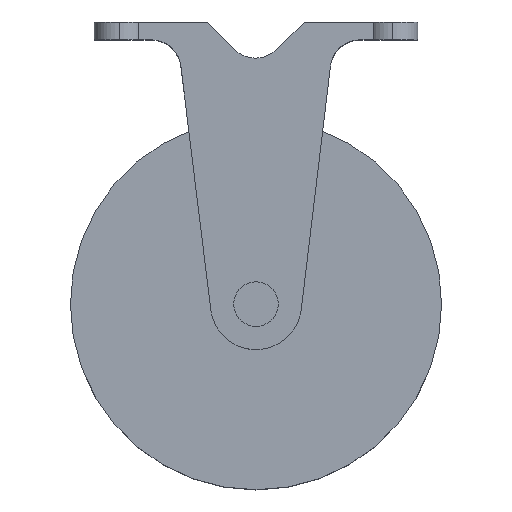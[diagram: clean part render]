
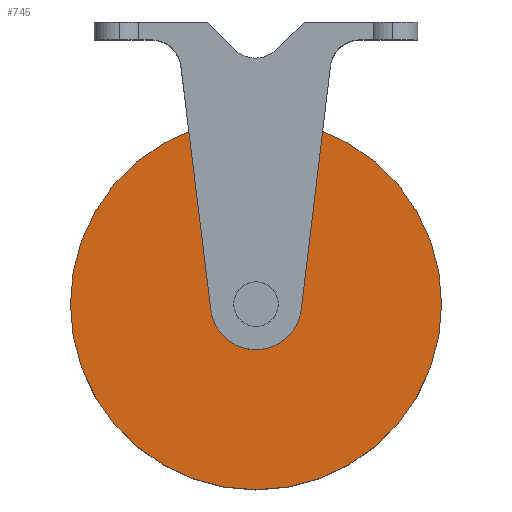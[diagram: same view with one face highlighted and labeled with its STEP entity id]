
A CAD part, top view. The second image highlights one B-rep face of the part: STEP entity #745.
In plain terms, the highlighted planar face has unit normal (0, 0, 1).
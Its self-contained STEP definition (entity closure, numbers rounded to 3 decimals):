
#48 = AXIS2_PLACEMENT_3D ( 'NONE', #370, #371, #372 ) ;
#145 = VERTEX_POINT ( 'NONE', #1072 ) ;
#181 = VERTEX_POINT ( 'NONE', #1108 ) ;
#190 = VERTEX_POINT ( 'NONE', #1117 ) ;
#193 = VERTEX_POINT ( 'NONE', #1120 ) ;
#265 = ORIENTED_EDGE ( 'NONE', *, *, #789, .T. ) ;
#268 = ORIENTED_EDGE ( 'NONE', *, *, #1987, .T. ) ;
#270 = ORIENTED_EDGE ( 'NONE', *, *, #750, .F. ) ;
#279 = ORIENTED_EDGE ( 'NONE', *, *, #1961, .F. ) ;
#352 = PLANE ( 'NONE',  #835 ) ;
#353 = CARTESIAN_POINT ( 'NONE',  ( 0., -190., 45. ) ) ;
#354 = DIRECTION ( 'NONE',  ( 0., 0., 1. ) ) ;
#355 = DIRECTION ( 'NONE',  ( 1., 0., 0. ) ) ;
#370 = CARTESIAN_POINT ( 'NONE',  ( 0., -190., 45. ) ) ;
#371 = DIRECTION ( 'NONE',  ( 0., 0., 1. ) ) ;
#372 = DIRECTION ( 'NONE',  ( 1., 0., 0. ) ) ;
#446 = CARTESIAN_POINT ( 'NONE',  ( 0., -190., 45. ) ) ;
#450 = DIRECTION ( 'NONE',  ( 0., 0., 1. ) ) ;
#451 = DIRECTION ( 'NONE',  ( 1., 0., 0. ) ) ;
#477 = AXIS2_PLACEMENT_3D ( 'NONE', #1571, #1578, #1579 ) ;
#526 = AXIS2_PLACEMENT_3D ( 'NONE', #1493, #1500, #1501 ) ;
#547 = FACE_BOUND ( 'NONE', #1034, .T. ) ;
#669 = CIRCLE ( 'NONE', #1869, 125. ) ;
#675 = CIRCLE ( 'NONE', #477, 125. ) ;
#694 = CIRCLE ( 'NONE', #526, 15. ) ;
#713 = CIRCLE ( 'NONE', #48, 15. ) ;
#745 = ADVANCED_FACE ( 'NONE', ( #844, #547 ), #352, .T. ) ;
#750 = EDGE_CURVE ( 'NONE', #193, #145, #713, .T. ) ;
#789 = EDGE_CURVE ( 'NONE', #190, #181, #669, .T. ) ;
#835 = AXIS2_PLACEMENT_3D ( 'NONE', #353, #354, #355 ) ;
#844 = FACE_OUTER_BOUND ( 'NONE', #1033, .T. ) ;
#1033 = EDGE_LOOP ( 'NONE', ( #268, #265 ) ) ;
#1034 = EDGE_LOOP ( 'NONE', ( #279, #270 ) ) ;
#1072 = CARTESIAN_POINT ( 'NONE',  ( -15., -190., 45. ) ) ;
#1108 = CARTESIAN_POINT ( 'NONE',  ( -125., -190., 45. ) ) ;
#1117 = CARTESIAN_POINT ( 'NONE',  ( 125., -190., 45. ) ) ;
#1120 = CARTESIAN_POINT ( 'NONE',  ( 15., -190., 45. ) ) ;
#1493 = CARTESIAN_POINT ( 'NONE',  ( 0., -190., 45. ) ) ;
#1500 = DIRECTION ( 'NONE',  ( 0., 0., 1. ) ) ;
#1501 = DIRECTION ( 'NONE',  ( 1., 0., 0. ) ) ;
#1571 = CARTESIAN_POINT ( 'NONE',  ( 0., -190., 45. ) ) ;
#1578 = DIRECTION ( 'NONE',  ( 0., 0., 1. ) ) ;
#1579 = DIRECTION ( 'NONE',  ( 1., 0., 0. ) ) ;
#1869 = AXIS2_PLACEMENT_3D ( 'NONE', #446, #450, #451 ) ;
#1961 = EDGE_CURVE ( 'NONE', #145, #193, #694, .T. ) ;
#1987 = EDGE_CURVE ( 'NONE', #181, #190, #675, .T. ) ;
